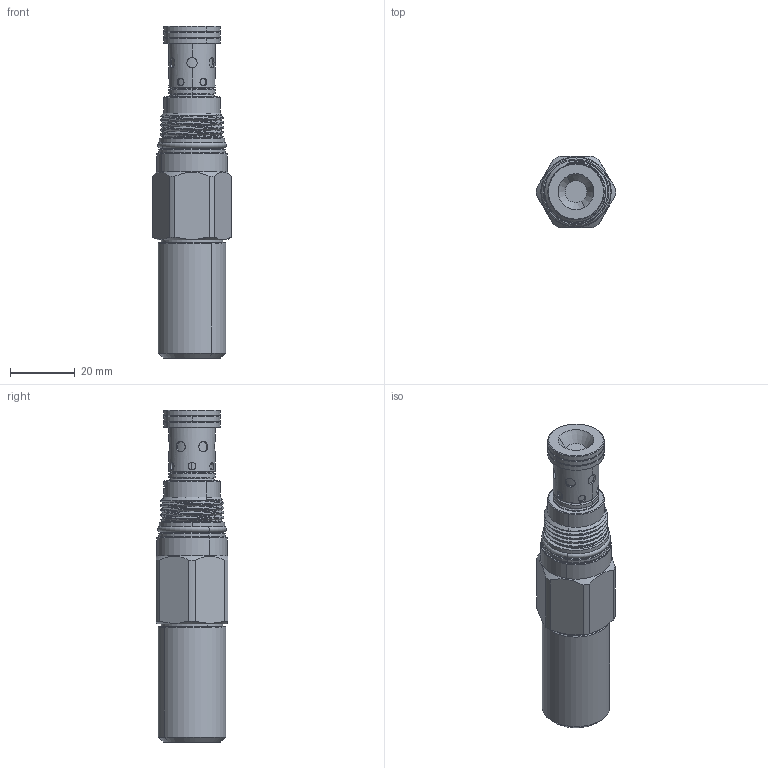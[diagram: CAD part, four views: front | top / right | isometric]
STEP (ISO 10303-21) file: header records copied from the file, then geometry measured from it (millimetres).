
FILE_DESCRIPTION (( 'STEP AP203' ), '1' );
FILE_NAME ('RD10A25-CB.STEP', '2020-04-24T06:20:42', ( '' ), ( '' ), 'SwSTEP 2.0', 'SolidWorks 2018', '' );
FILE_SCHEMA (( 'CONFIG_CONTROL_DESIGN' ));
Length unit declared in the file: millimetre
Products named in the file (1): RD10A25-CB
Bounding box: 24.59 x 22.22 x 102.94 mm (x, y, z)
Volume: 32023 mm3; surface area: 8477.4 mm2
Topology: 1 solids, 1 shells, 250 faces, 598 edges, 384 vertices
Faces by surface type: cylinder 97, plane 93, cone 33, torus 19, bspline 8
Entity records: 9909 total; most frequent: CARTESIAN_POINT 4181, ORIENTED_EDGE 1196, DIRECTION 1114, EDGE_CURVE 598, AXIS2_PLACEMENT_3D 403, VERTEX_POINT 384, LINE 308, VECTOR 308
